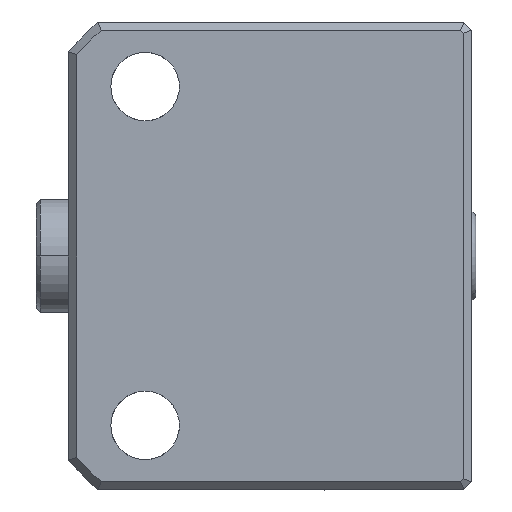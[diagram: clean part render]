
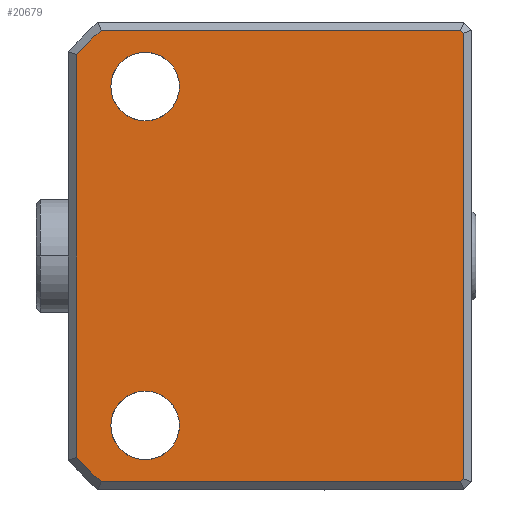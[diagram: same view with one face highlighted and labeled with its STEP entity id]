
A CAD part, front view. The second image highlights one B-rep face of the part: STEP entity #20679.
In plain terms, the highlighted planar face has unit normal (0, -1, 0).
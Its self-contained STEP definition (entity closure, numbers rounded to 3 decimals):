
#148 = EDGE_CURVE ( 'NONE', #8236, #16678, #18130, .T. ) ;
#230 = AXIS2_PLACEMENT_3D ( 'NONE', #7946, #18487, #20734 ) ;
#652 = VECTOR ( 'NONE', #2530, 1000. ) ;
#1297 = CARTESIAN_POINT ( 'NONE',  ( 19.586, 0., 28. ) ) ;
#1580 = FACE_BOUND ( 'NONE', #3455, .T. ) ;
#1730 = CARTESIAN_POINT ( 'NONE',  ( 20., 0., 27.586 ) ) ;
#2079 = DIRECTION ( 'NONE',  ( 0., 0., 1. ) ) ;
#2530 = DIRECTION ( 'NONE',  ( 0., 0., -1. ) ) ;
#2599 = ORIENTED_EDGE ( 'NONE', *, *, #148, .T. ) ;
#2665 = CIRCLE ( 'NONE', #15266, 4.25 ) ;
#2956 = CARTESIAN_POINT ( 'NONE',  ( -28., 0., -25.323 ) ) ;
#3246 = CARTESIAN_POINT ( 'NONE',  ( -19.5, 0., -21. ) ) ;
#3455 = EDGE_LOOP ( 'NONE', ( #25221, #10013 ) ) ;
#3511 = VERTEX_POINT ( 'NONE', #15658 ) ;
#3999 = ORIENTED_EDGE ( 'NONE', *, *, #17472, .T. ) ;
#4721 = AXIS2_PLACEMENT_3D ( 'NONE', #3246, #24223, #15910 ) ;
#4847 = VECTOR ( 'NONE', #22205, 1000. ) ;
#4989 = VERTEX_POINT ( 'NONE', #24184 ) ;
#5201 = AXIS2_PLACEMENT_3D ( 'NONE', #5864, #6145, #8255 ) ;
#5539 = VERTEX_POINT ( 'NONE', #24392 ) ;
#5864 = CARTESIAN_POINT ( 'NONE',  ( -19.5, 0., 21. ) ) ;
#6055 = AXIS2_PLACEMENT_3D ( 'NONE', #21607, #25685, #21464 ) ;
#6145 = DIRECTION ( 'NONE',  ( 0., 1., 0. ) ) ;
#6318 = CARTESIAN_POINT ( 'NONE',  ( -19.5, 0., 21. ) ) ;
#6882 = VECTOR ( 'NONE', #18568, 1000. ) ;
#6964 = EDGE_CURVE ( 'NONE', #5539, #3511, #8021, .T. ) ;
#7157 = CARTESIAN_POINT ( 'NONE',  ( -19.5, 0., -25.25 ) ) ;
#7427 = CIRCLE ( 'NONE', #27180, 37.5 ) ;
#7799 = FACE_OUTER_BOUND ( 'NONE', #18449, .T. ) ;
#7946 = CARTESIAN_POINT ( 'NONE',  ( -38.5, 0., 0. ) ) ;
#8021 = CIRCLE ( 'NONE', #14287, 4.25 ) ;
#8236 = VERTEX_POINT ( 'NONE', #1730 ) ;
#8255 = DIRECTION ( 'NONE',  ( 0., 0., 1. ) ) ;
#8517 = VECTOR ( 'NONE', #8836, 1000. ) ;
#8551 = DIRECTION ( 'NONE',  ( 0., 1., 0. ) ) ;
#8645 = ORIENTED_EDGE ( 'NONE', *, *, #13187, .T. ) ;
#8773 = CIRCLE ( 'NONE', #6055, 37.5 ) ;
#8836 = DIRECTION ( 'NONE',  ( 0.707, 0., 0.707 ) ) ;
#10013 = ORIENTED_EDGE ( 'NONE', *, *, #6964, .T. ) ;
#11102 = EDGE_CURVE ( 'NONE', #22490, #11621, #23131, .T. ) ;
#11621 = VERTEX_POINT ( 'NONE', #11761 ) ;
#11743 = VERTEX_POINT ( 'NONE', #27368 ) ;
#11759 = ORIENTED_EDGE ( 'NONE', *, *, #18059, .T. ) ;
#11761 = CARTESIAN_POINT ( 'NONE',  ( -19.5, 0., -16.75 ) ) ;
#11992 = VERTEX_POINT ( 'NONE', #17648 ) ;
#12792 = DIRECTION ( 'NONE',  ( 0., 1., 0. ) ) ;
#12897 = DIRECTION ( 'NONE',  ( 0., 0., 1. ) ) ;
#13034 = EDGE_CURVE ( 'NONE', #11743, #14156, #7427, .T. ) ;
#13187 = EDGE_CURVE ( 'NONE', #14464, #11992, #8773, .T. ) ;
#13304 = ORIENTED_EDGE ( 'NONE', *, *, #20363, .T. ) ;
#13731 = CIRCLE ( 'NONE', #5201, 4.25 ) ;
#13835 = EDGE_CURVE ( 'NONE', #16678, #11743, #22884, .T. ) ;
#14002 = EDGE_CURVE ( 'NONE', #3511, #5539, #13731, .T. ) ;
#14028 = DIRECTION ( 'NONE',  ( -1., 0., 0. ) ) ;
#14130 = CARTESIAN_POINT ( 'NONE',  ( -28., 0., 24.945 ) ) ;
#14156 = VERTEX_POINT ( 'NONE', #14130 ) ;
#14162 = DIRECTION ( 'NONE',  ( 0., 0., 1. ) ) ;
#14287 = AXIS2_PLACEMENT_3D ( 'NONE', #6318, #12792, #2079 ) ;
#14464 = VERTEX_POINT ( 'NONE', #18191 ) ;
#15266 = AXIS2_PLACEMENT_3D ( 'NONE', #17115, #8551, #21057 ) ;
#15658 = CARTESIAN_POINT ( 'NONE',  ( -19.5, 0., 25.25 ) ) ;
#15910 = DIRECTION ( 'NONE',  ( 0., 0., 1. ) ) ;
#16017 = EDGE_CURVE ( 'NONE', #11992, #4989, #23059, .T. ) ;
#16265 = CARTESIAN_POINT ( 'NONE',  ( 0., 0., 0. ) ) ;
#16367 = PLANE ( 'NONE',  #230 ) ;
#16487 = ORIENTED_EDGE ( 'NONE', *, *, #13835, .T. ) ;
#16678 = VERTEX_POINT ( 'NONE', #1297 ) ;
#16781 = FACE_BOUND ( 'NONE', #22129, .T. ) ;
#16961 = CARTESIAN_POINT ( 'NONE',  ( 20., 0., 28. ) ) ;
#17052 = ORIENTED_EDGE ( 'NONE', *, *, #11102, .T. ) ;
#17115 = CARTESIAN_POINT ( 'NONE',  ( -19.5, 0., -21. ) ) ;
#17472 = EDGE_CURVE ( 'NONE', #4989, #18954, #26127, .T. ) ;
#17648 = CARTESIAN_POINT ( 'NONE',  ( -24.945, 0., -28. ) ) ;
#17878 = ORIENTED_EDGE ( 'NONE', *, *, #13034, .T. ) ;
#18059 = EDGE_CURVE ( 'NONE', #11621, #22490, #2665, .T. ) ;
#18130 = LINE ( 'NONE', #20107, #4847 ) ;
#18191 = CARTESIAN_POINT ( 'NONE',  ( -28., 0., -24.945 ) ) ;
#18449 = EDGE_LOOP ( 'NONE', ( #13304, #8645, #18882, #3999, #20469, #2599, #16487, #17878 ) ) ;
#18487 = DIRECTION ( 'NONE',  ( 0., 1., 0. ) ) ;
#18568 = DIRECTION ( 'NONE',  ( 1., 0., 0. ) ) ;
#18882 = ORIENTED_EDGE ( 'NONE', *, *, #16017, .T. ) ;
#18954 = VERTEX_POINT ( 'NONE', #23247 ) ;
#20107 = CARTESIAN_POINT ( 'NONE',  ( 19.293, 0., 28.293 ) ) ;
#20363 = EDGE_CURVE ( 'NONE', #14156, #14464, #21666, .T. ) ;
#20469 = ORIENTED_EDGE ( 'NONE', *, *, #22769, .T. ) ;
#20500 = CARTESIAN_POINT ( 'NONE',  ( -25.323, 0., 28. ) ) ;
#20679 = ADVANCED_FACE ( 'NONE', ( #16781, #1580, #7799 ), #16367, .F. ) ;
#20734 = DIRECTION ( 'NONE',  ( 0., 0., 1. ) ) ;
#21057 = DIRECTION ( 'NONE',  ( 0., 0., 1. ) ) ;
#21464 = DIRECTION ( 'NONE',  ( 0., 0., 1. ) ) ;
#21607 = CARTESIAN_POINT ( 'NONE',  ( 0., 0., 0. ) ) ;
#21666 = LINE ( 'NONE', #2956, #652 ) ;
#22129 = EDGE_LOOP ( 'NONE', ( #11759, #17052 ) ) ;
#22205 = DIRECTION ( 'NONE',  ( -0.707, 0., 0.707 ) ) ;
#22490 = VERTEX_POINT ( 'NONE', #7157 ) ;
#22769 = EDGE_CURVE ( 'NONE', #18954, #8236, #25547, .T. ) ;
#22884 = LINE ( 'NONE', #20500, #25393 ) ;
#23059 = LINE ( 'NONE', #23732, #6882 ) ;
#23131 = CIRCLE ( 'NONE', #4721, 4.25 ) ;
#23247 = CARTESIAN_POINT ( 'NONE',  ( 20., 0., -27.586 ) ) ;
#23692 = VECTOR ( 'NONE', #12897, 1000. ) ;
#23732 = CARTESIAN_POINT ( 'NONE',  ( 20., 0., -28. ) ) ;
#24184 = CARTESIAN_POINT ( 'NONE',  ( 19.586, 0., -28. ) ) ;
#24223 = DIRECTION ( 'NONE',  ( 0., 1., 0. ) ) ;
#24392 = CARTESIAN_POINT ( 'NONE',  ( -19.5, 0., 16.75 ) ) ;
#24842 = DIRECTION ( 'NONE',  ( 0., -1., 0. ) ) ;
#25221 = ORIENTED_EDGE ( 'NONE', *, *, #14002, .T. ) ;
#25393 = VECTOR ( 'NONE', #14028, 1000. ) ;
#25547 = LINE ( 'NONE', #16961, #23692 ) ;
#25685 = DIRECTION ( 'NONE',  ( 0., -1., 0. ) ) ;
#26127 = LINE ( 'NONE', #27821, #8517 ) ;
#27180 = AXIS2_PLACEMENT_3D ( 'NONE', #16265, #24842, #14162 ) ;
#27368 = CARTESIAN_POINT ( 'NONE',  ( -24.945, 0., 28. ) ) ;
#27821 = CARTESIAN_POINT ( 'NONE',  ( 20.293, 0., -27.293 ) ) ;
